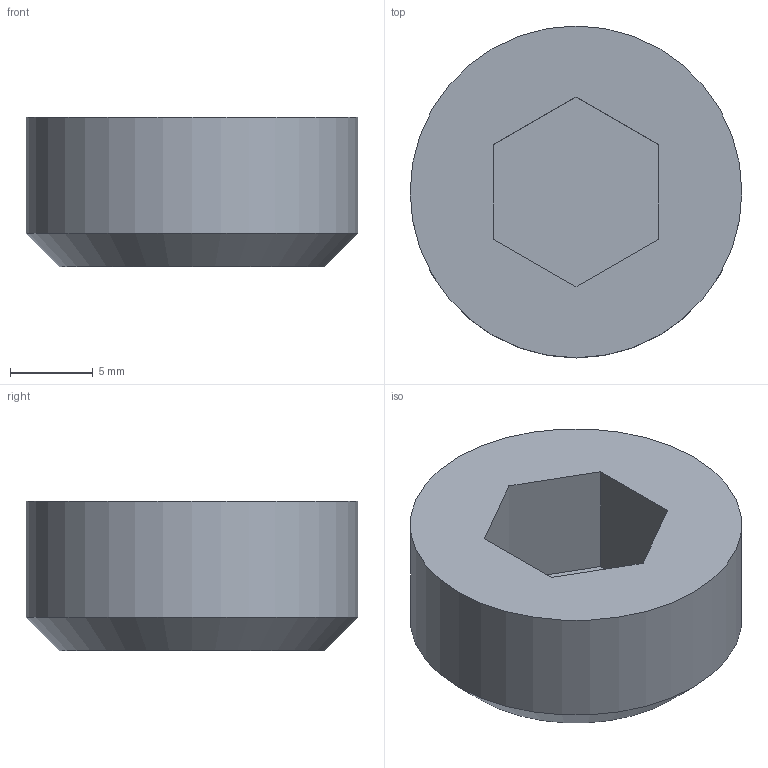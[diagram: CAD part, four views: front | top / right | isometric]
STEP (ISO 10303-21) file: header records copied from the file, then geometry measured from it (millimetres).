
FILE_DESCRIPTION(/* description */ (''),/* implementation_level */ '2;1');
FILE_NAME(/* name */ 'Terminal Cap.step',/* time_stamp */ '2022-08-05T19:29:04+02:00',/* author */ (''),/* organization */ (''),/* preprocessor_version */ 'ST-DEVELOPER v19',/* originating_system */ 'Autodesk Translation Framework v11.7.0.108',/* authorisation */ '');
FILE_SCHEMA (('AUTOMOTIVE_DESIGN { 1 0 10303 214 3 1 1 }'));
Length unit declared in the file: millimetre
Products named in the file (1): Terminal Cap
Bounding box: 20 x 20 x 9 mm (x, y, z)
Volume: 2116 mm3; surface area: 1355.1 mm2
Topology: 1 solids, 1 shells, 11 faces, 23 edges, 15 vertices
Faces by surface type: plane 9, cone 1, cylinder 1
Full cylindrical faces by diameter (mm): 20 x1
Entity records: 325 total; most frequent: DIRECTION 50, CARTESIAN_POINT 50, ORIENTED_EDGE 46, EDGE_CURVE 23, LINE 20, VECTOR 20, VERTEX_POINT 15, AXIS2_PLACEMENT_3D 15
